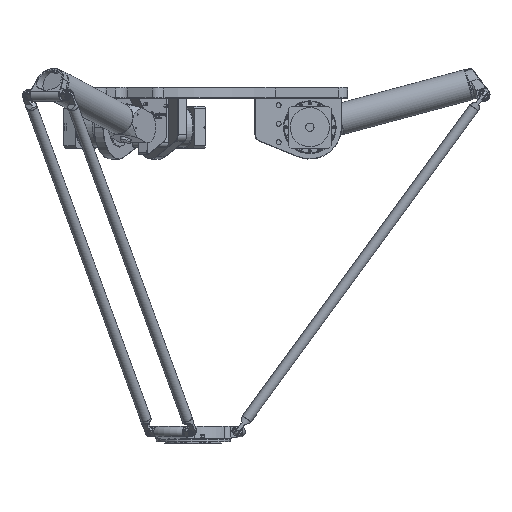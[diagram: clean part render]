
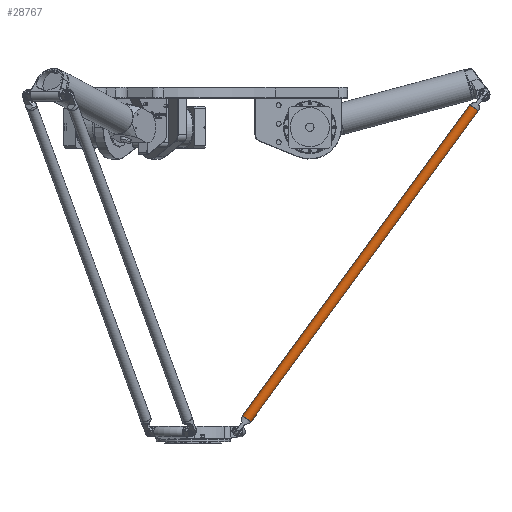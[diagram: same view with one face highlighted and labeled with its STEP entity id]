
A CAD part, front view. The second image highlights one B-rep face of the part: STEP entity #28767.
In plain terms, the highlighted cylindrical face has radius 15 mm (diameter 30 mm), a full revolution.
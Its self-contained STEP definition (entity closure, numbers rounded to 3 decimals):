
#905=CYLINDRICAL_SURFACE('',#31849,15.);
#1661=FACE_BOUND('',#7173,.T.);
#2896=CIRCLE('',#31833,15.);
#2897=CIRCLE('',#31835,15.);
#4745=FACE_OUTER_BOUND('',#7172,.T.);
#7172=EDGE_LOOP('',(#23844));
#7173=EDGE_LOOP('',(#23845));
#13944=VERTEX_POINT('',#54007);
#13945=VERTEX_POINT('',#54010);
#17343=EDGE_CURVE('',#13944,#13944,#2896,.T.);
#17344=EDGE_CURVE('',#13945,#13945,#2897,.T.);
#23844=ORIENTED_EDGE('',*,*,#17344,.T.);
#23845=ORIENTED_EDGE('',*,*,#17343,.T.);
#28767=ADVANCED_FACE('',(#4745,#1661),#905,.T.);
#31833=AXIS2_PLACEMENT_3D('',#54008,#39135,#39136);
#31835=AXIS2_PLACEMENT_3D('',#54011,#39139,#39140);
#31849=AXIS2_PLACEMENT_3D('',#54049,#39169,#39170);
#39135=DIRECTION('center_axis',(1.,0.,0.));
#39136=DIRECTION('ref_axis',(0.,0.,1.));
#39139=DIRECTION('center_axis',(-1.,0.,0.));
#39140=DIRECTION('ref_axis',(0.,0.,1.));
#39169=DIRECTION('center_axis',(-1.,0.,0.));
#39170=DIRECTION('ref_axis',(0.,0.,1.));
#54007=CARTESIAN_POINT('',(45.1,15.,0.));
#54008=CARTESIAN_POINT('Origin',(45.1,0.,0.));
#54010=CARTESIAN_POINT('',(1134.9,15.,0.));
#54011=CARTESIAN_POINT('Origin',(1134.9,0.,0.));
#54049=CARTESIAN_POINT('Origin',(45.,0.,0.));
